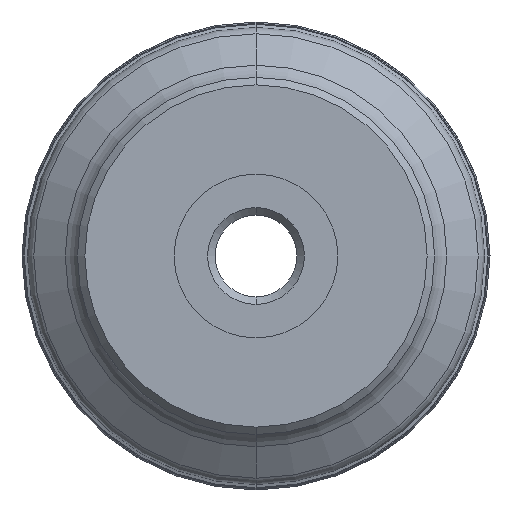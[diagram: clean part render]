
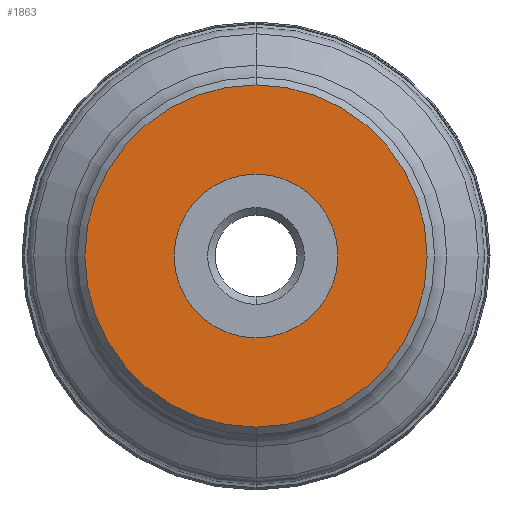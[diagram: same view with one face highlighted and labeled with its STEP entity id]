
A CAD part, left-side view. The second image highlights one B-rep face of the part: STEP entity #1863.
In plain terms, the highlighted planar face has unit normal (-1, 0, 0).
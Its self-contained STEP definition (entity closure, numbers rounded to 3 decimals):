
#531=CARTESIAN_POINT('Vertex',(0.,0.,-23.)) ;
#534=CARTESIAN_POINT('Axis2P3D Location',(0.,0.,0.)) ;
#538=CARTESIAN_POINT('Vertex',(0.,0.,23.)) ;
#553=CARTESIAN_POINT('Axis2P3D Location',(0.,0.,0.)) ;
#570=CARTESIAN_POINT('Axis2P3D Location',(0.,0.,0.)) ;
#574=CARTESIAN_POINT('Vertex',(0.,0.,-11.)) ;
#576=CARTESIAN_POINT('Vertex',(0.,0.,11.)) ;
#605=CARTESIAN_POINT('Axis2P3D Location',(0.,0.,0.)) ;
#1850=CARTESIAN_POINT('Axis2P3D Location',(0.,0.,-23.)) ;
#535=DIRECTION('Axis2P3D Direction',(1.,0.,0.)) ;
#554=DIRECTION('Axis2P3D Direction',(1.,0.,0.)) ;
#571=DIRECTION('Axis2P3D Direction',(1.,0.,0.)) ;
#606=DIRECTION('Axis2P3D Direction',(1.,0.,0.)) ;
#1851=DIRECTION('Axis2P3D Direction',(1.,0.,0.)) ;
#1852=DIRECTION('Axis2P3D XDirection',(0.,1.,0.)) ;
#536=AXIS2_PLACEMENT_3D('Circle Axis2P3D',#534,#535,$) ;
#555=AXIS2_PLACEMENT_3D('Circle Axis2P3D',#553,#554,$) ;
#572=AXIS2_PLACEMENT_3D('Circle Axis2P3D',#570,#571,$) ;
#607=AXIS2_PLACEMENT_3D('Circle Axis2P3D',#605,#606,$) ;
#1853=AXIS2_PLACEMENT_3D('Plane Axis2P3D',#1850,#1851,#1852) ;
#1856=ORIENTED_EDGE('',*,*,#540,.F.) ;
#1857=ORIENTED_EDGE('',*,*,#557,.F.) ;
#1860=ORIENTED_EDGE('',*,*,#609,.T.) ;
#1861=ORIENTED_EDGE('',*,*,#578,.T.) ;
#1862=FACE_BOUND('',#1859,.T.) ;
#1863=ADVANCED_FACE('Hauptk\X2\00F6\X0\rper',(#1858,#1862),#1854,.F.) ;
#537=CIRCLE('generated circle',#536,23.) ;
#556=CIRCLE('generated circle',#555,23.) ;
#573=CIRCLE('generated circle',#572,11.) ;
#608=CIRCLE('generated circle',#607,11.) ;
#540=EDGE_CURVE('',#532,#539,#537,.T.) ;
#557=EDGE_CURVE('',#539,#532,#556,.T.) ;
#578=EDGE_CURVE('',#575,#577,#573,.T.) ;
#609=EDGE_CURVE('',#577,#575,#608,.T.) ;
#1855=EDGE_LOOP('',(#1856,#1857)) ;
#1859=EDGE_LOOP('',(#1860,#1861)) ;
#1858=FACE_OUTER_BOUND('',#1855,.T.) ;
#1854=PLANE('',#1853) ;
#532=VERTEX_POINT('',#531) ;
#539=VERTEX_POINT('',#538) ;
#575=VERTEX_POINT('',#574) ;
#577=VERTEX_POINT('',#576) ;
